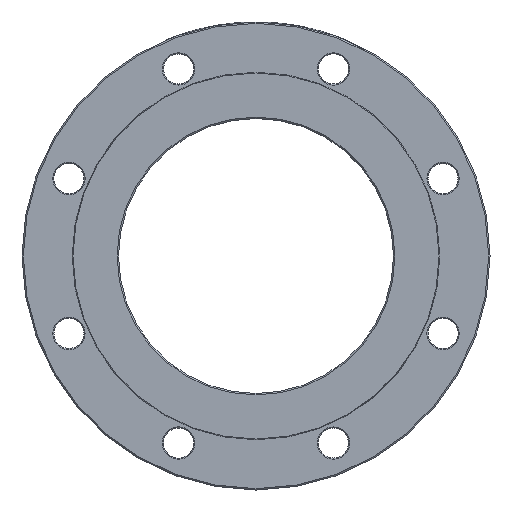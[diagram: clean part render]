
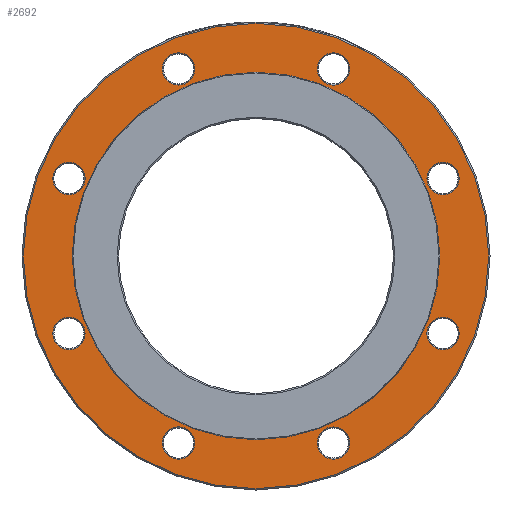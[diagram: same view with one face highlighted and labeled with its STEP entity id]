
A CAD part, left-side view. The second image highlights one B-rep face of the part: STEP entity #2692.
In plain terms, the highlighted planar face has unit normal (-1, 0, 0).
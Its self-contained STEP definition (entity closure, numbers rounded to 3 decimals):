
#12 = AXIS2_PLACEMENT_3D ( 'NONE', #5963, #7683, #5312 ) ;
#157 = DIRECTION ( 'NONE',  ( 1., 0., 0. ) ) ;
#240 = EDGE_LOOP ( 'NONE', ( #510 ) ) ;
#285 = CIRCLE ( 'NONE', #6236, 135.486 ) ;
#334 = DIRECTION ( 'NONE',  ( 0., -1., 0. ) ) ;
#370 = CIRCLE ( 'NONE', #6457, 11.9 ) ;
#384 = EDGE_LOOP ( 'NONE', ( #3154 ) ) ;
#509 = CARTESIAN_POINT ( 'NONE',  ( 2., 57.116, -137.889 ) ) ;
#510 = ORIENTED_EDGE ( 'NONE', *, *, #2904, .T. ) ;
#515 = EDGE_CURVE ( 'NONE', #1693, #1693, #2108, .T. ) ;
#518 = DIRECTION ( 'NONE',  ( -1., 0., 0. ) ) ;
#539 = AXIS2_PLACEMENT_3D ( 'NONE', #2950, #2354, #939 ) ;
#571 = EDGE_LOOP ( 'NONE', ( #4202 ) ) ;
#646 = CIRCLE ( 'NONE', #6590, 11.9 ) ;
#802 = DIRECTION ( 'NONE',  ( 0., -0.707, 0.707 ) ) ;
#830 = EDGE_LOOP ( 'NONE', ( #3778 ) ) ;
#879 = CARTESIAN_POINT ( 'NONE',  ( 2., -57.116, -137.889 ) ) ;
#882 = EDGE_CURVE ( 'NONE', #4718, #4718, #646, .T. ) ;
#939 = DIRECTION ( 'NONE',  ( 0., 0.707, -0.707 ) ) ;
#998 = AXIS2_PLACEMENT_3D ( 'NONE', #4159, #518, #5940 ) ;
#1042 = CARTESIAN_POINT ( 'NONE',  ( 2., 48.701, -146.304 ) ) ;
#1233 = VERTEX_POINT ( 'NONE', #5500 ) ;
#1234 = EDGE_CURVE ( 'NONE', #4025, #4025, #1629, .T. ) ;
#1294 = PLANE ( 'NONE',  #4368 ) ;
#1339 = ORIENTED_EDGE ( 'NONE', *, *, #3410, .F. ) ;
#1345 = VERTEX_POINT ( 'NONE', #3595 ) ;
#1488 = DIRECTION ( 'NONE',  ( 1., 0., 0. ) ) ;
#1505 = EDGE_CURVE ( 'NONE', #4760, #4760, #2884, .T. ) ;
#1613 = CARTESIAN_POINT ( 'NONE',  ( 2., -48.701, 146.304 ) ) ;
#1629 = CIRCLE ( 'NONE', #12, 11.9 ) ;
#1667 = EDGE_LOOP ( 'NONE', ( #1339 ) ) ;
#1668 = DIRECTION ( 'NONE',  ( 1., 0., 0. ) ) ;
#1693 = VERTEX_POINT ( 'NONE', #4602 ) ;
#1771 = CARTESIAN_POINT ( 'NONE',  ( 2., 69.016, 137.889 ) ) ;
#2067 = DIRECTION ( 'NONE',  ( 1., 0., 0. ) ) ;
#2108 = CIRCLE ( 'NONE', #2878, 11.9 ) ;
#2202 = DIRECTION ( 'NONE',  ( 0., -0.707, -0.707 ) ) ;
#2213 = DIRECTION ( 'NONE',  ( -1., 0., 0. ) ) ;
#2299 = FACE_BOUND ( 'NONE', #5180, .T. ) ;
#2354 = DIRECTION ( 'NONE',  ( 1., 0., 0. ) ) ;
#2356 = CIRCLE ( 'NONE', #6825, 11.9 ) ;
#2415 = FACE_BOUND ( 'NONE', #830, .T. ) ;
#2432 = VERTEX_POINT ( 'NONE', #6632 ) ;
#2454 = FACE_BOUND ( 'NONE', #1667, .T. ) ;
#2509 = VERTEX_POINT ( 'NONE', #3636 ) ;
#2692 = ADVANCED_FACE ( 'NONE', ( #7703, #2299, #3546, #6615, #5296, #4701, #2415, #7667, #7082, #2454 ), #1294, .F. ) ;
#2878 = AXIS2_PLACEMENT_3D ( 'NONE', #5335, #3006, #4205 ) ;
#2884 = CIRCLE ( 'NONE', #5360, 11.9 ) ;
#2904 = EDGE_CURVE ( 'NONE', #1345, #1345, #6736, .T. ) ;
#2950 = CARTESIAN_POINT ( 'NONE',  ( 2., 137.889, 57.116 ) ) ;
#3006 = DIRECTION ( 'NONE',  ( 1., 0., 0. ) ) ;
#3055 = CARTESIAN_POINT ( 'NONE',  ( 2., 0., -171.5 ) ) ;
#3154 = ORIENTED_EDGE ( 'NONE', *, *, #515, .T. ) ;
#3260 = EDGE_CURVE ( 'NONE', #2432, #2432, #7607, .T. ) ;
#3313 = DIRECTION ( 'NONE',  ( 0., 0., 1. ) ) ;
#3410 = EDGE_CURVE ( 'NONE', #2509, #2509, #285, .T. ) ;
#3537 = EDGE_LOOP ( 'NONE', ( #4091 ) ) ;
#3546 = FACE_BOUND ( 'NONE', #5987, .T. ) ;
#3595 = CARTESIAN_POINT ( 'NONE',  ( 2., 146.304, 48.701 ) ) ;
#3636 = CARTESIAN_POINT ( 'NONE',  ( 2., 0., 135.486 ) ) ;
#3778 = ORIENTED_EDGE ( 'NONE', *, *, #882, .T. ) ;
#3873 = AXIS2_PLACEMENT_3D ( 'NONE', #4398, #1488, #802 ) ;
#4025 = VERTEX_POINT ( 'NONE', #1771 ) ;
#4037 = ORIENTED_EDGE ( 'NONE', *, *, #4639, .T. ) ;
#4091 = ORIENTED_EDGE ( 'NONE', *, *, #3260, .T. ) ;
#4159 = CARTESIAN_POINT ( 'NONE',  ( 2., 0., 0. ) ) ;
#4202 = ORIENTED_EDGE ( 'NONE', *, *, #4969, .T. ) ;
#4205 = DIRECTION ( 'NONE',  ( 0., 0., -1. ) ) ;
#4222 = CIRCLE ( 'NONE', #998, 171.5 ) ;
#4368 = AXIS2_PLACEMENT_3D ( 'NONE', #6024, #7046, #7628 ) ;
#4398 = CARTESIAN_POINT ( 'NONE',  ( 2., -137.889, -57.116 ) ) ;
#4436 = DIRECTION ( 'NONE',  ( 0., 0.707, 0.707 ) ) ;
#4449 = EDGE_CURVE ( 'NONE', #5460, #5460, #4222, .T. ) ;
#4471 = CARTESIAN_POINT ( 'NONE',  ( 2., -137.889, 57.116 ) ) ;
#4582 = DIRECTION ( 'NONE',  ( 0., 0., 1. ) ) ;
#4602 = CARTESIAN_POINT ( 'NONE',  ( 2., 137.889, -69.016 ) ) ;
#4639 = EDGE_CURVE ( 'NONE', #6670, #6670, #370, .T. ) ;
#4661 = ORIENTED_EDGE ( 'NONE', *, *, #1505, .T. ) ;
#4701 = FACE_BOUND ( 'NONE', #7660, .T. ) ;
#4718 = VERTEX_POINT ( 'NONE', #1042 ) ;
#4760 = VERTEX_POINT ( 'NONE', #1613 ) ;
#4888 = EDGE_LOOP ( 'NONE', ( #7367 ) ) ;
#4969 = EDGE_CURVE ( 'NONE', #1233, #1233, #2356, .T. ) ;
#5097 = CARTESIAN_POINT ( 'NONE',  ( 2., 0., 0. ) ) ;
#5180 = EDGE_LOOP ( 'NONE', ( #5763 ) ) ;
#5296 = FACE_BOUND ( 'NONE', #3537, .T. ) ;
#5312 = DIRECTION ( 'NONE',  ( 0., 1., 0. ) ) ;
#5335 = CARTESIAN_POINT ( 'NONE',  ( 2., 137.889, -57.116 ) ) ;
#5360 = AXIS2_PLACEMENT_3D ( 'NONE', #7393, #2067, #4436 ) ;
#5460 = VERTEX_POINT ( 'NONE', #3055 ) ;
#5500 = CARTESIAN_POINT ( 'NONE',  ( 2., -137.889, 69.016 ) ) ;
#5610 = DIRECTION ( 'NONE',  ( 1., 0., 0. ) ) ;
#5763 = ORIENTED_EDGE ( 'NONE', *, *, #1234, .T. ) ;
#5940 = DIRECTION ( 'NONE',  ( 0., 0., -1. ) ) ;
#5963 = CARTESIAN_POINT ( 'NONE',  ( 2., 57.116, 137.889 ) ) ;
#5987 = EDGE_LOOP ( 'NONE', ( #4661 ) ) ;
#6024 = CARTESIAN_POINT ( 'NONE',  ( 2., 135.486, 0. ) ) ;
#6236 = AXIS2_PLACEMENT_3D ( 'NONE', #5097, #2213, #4582 ) ;
#6457 = AXIS2_PLACEMENT_3D ( 'NONE', #879, #157, #334 ) ;
#6548 = CARTESIAN_POINT ( 'NONE',  ( 2., -69.016, -137.889 ) ) ;
#6590 = AXIS2_PLACEMENT_3D ( 'NONE', #509, #1668, #2202 ) ;
#6615 = FACE_BOUND ( 'NONE', #571, .T. ) ;
#6632 = CARTESIAN_POINT ( 'NONE',  ( 2., -146.304, -48.701 ) ) ;
#6670 = VERTEX_POINT ( 'NONE', #6548 ) ;
#6736 = CIRCLE ( 'NONE', #539, 11.9 ) ;
#6825 = AXIS2_PLACEMENT_3D ( 'NONE', #4471, #5610, #3313 ) ;
#7046 = DIRECTION ( 'NONE',  ( 1., 0., 0. ) ) ;
#7082 = FACE_OUTER_BOUND ( 'NONE', #4888, .T. ) ;
#7367 = ORIENTED_EDGE ( 'NONE', *, *, #4449, .T. ) ;
#7393 = CARTESIAN_POINT ( 'NONE',  ( 2., -57.116, 137.889 ) ) ;
#7607 = CIRCLE ( 'NONE', #3873, 11.9 ) ;
#7628 = DIRECTION ( 'NONE',  ( 0., 0., -1. ) ) ;
#7660 = EDGE_LOOP ( 'NONE', ( #4037 ) ) ;
#7667 = FACE_BOUND ( 'NONE', #384, .T. ) ;
#7683 = DIRECTION ( 'NONE',  ( 1., 0., 0. ) ) ;
#7703 = FACE_BOUND ( 'NONE', #240, .T. ) ;
